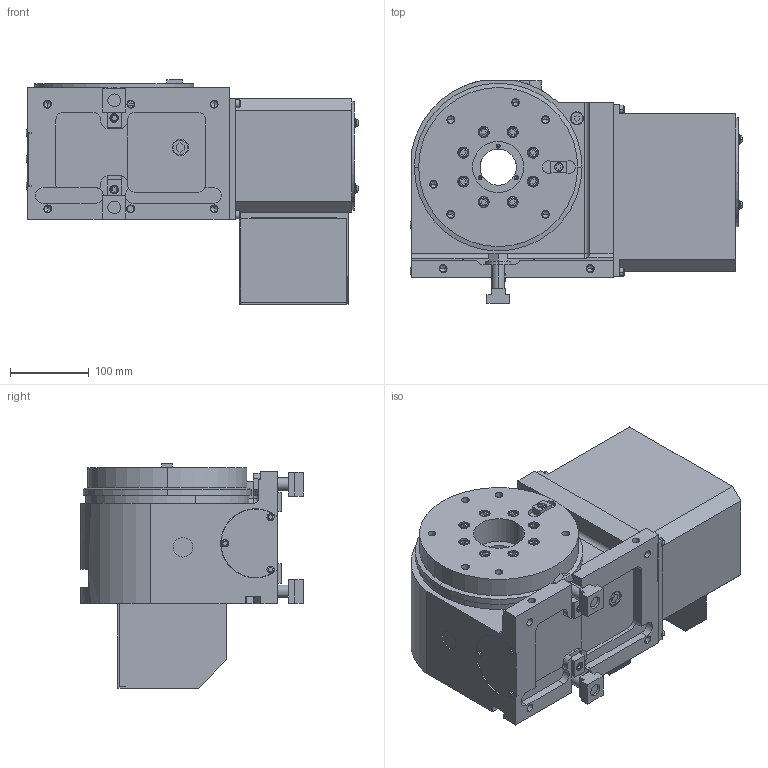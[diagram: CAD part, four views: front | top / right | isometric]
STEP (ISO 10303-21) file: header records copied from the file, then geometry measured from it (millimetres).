
FILE_DESCRIPTION (( 'STEP AP203' ), '1' );
FILE_NAME ('OUTSIDE VIEW(61E2487944)MR200RAY05.STEP', '2016-10-26T09:59:55', ( '' ), ( '' ), 'SwSTEP 2.0', 'SolidWorks 2014', '' );
FILE_SCHEMA (( 'CONFIG_CONTROL_DESIGN' ));
Length unit declared in the file: inch
Products named in the file (2): OUTSIDE VIEW(61E2487944)MR200RAY05
Bounding box: 421.7 x 283 x 285 mm (x, y, z)
Volume: 13380373.7 mm3; surface area: 774361.6 mm2
Topology: 6 solids, 6 shells, 1063 faces, 2501 edges, 1588 vertices
Faces by surface type: plane 524, cylinder 410, cone 114, torus 14, sphere 1
Entity records: 30429 total; most frequent: DIRECTION 5463, CARTESIAN_POINT 5303, ORIENTED_EDGE 4872, EDGE_CURVE 2436, AXIS2_PLACEMENT_3D 1976, VERTEX_POINT 1588, LINE 1511, VECTOR 1511
